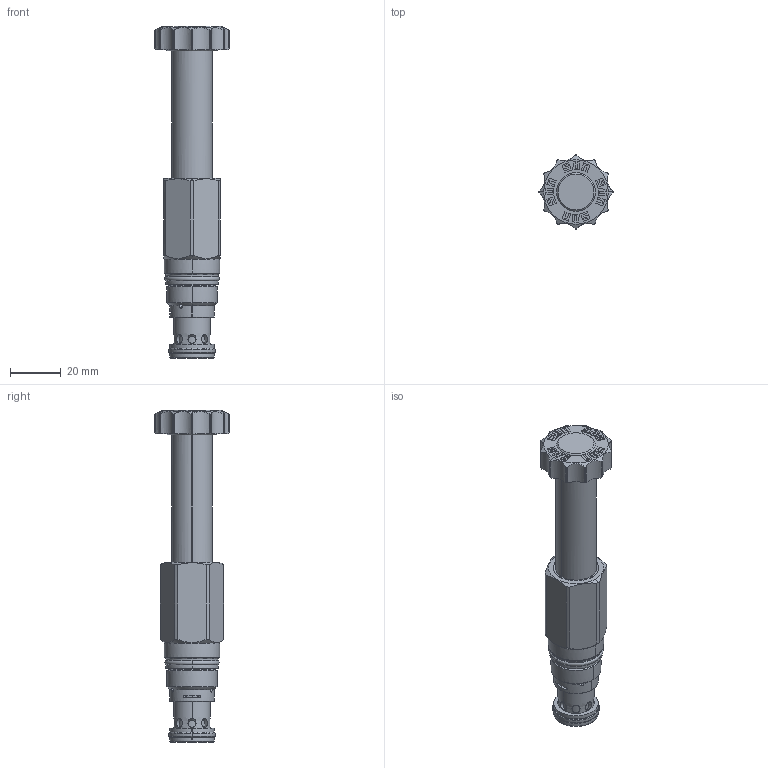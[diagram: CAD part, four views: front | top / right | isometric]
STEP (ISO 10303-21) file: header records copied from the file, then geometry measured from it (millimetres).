
FILE_DESCRIPTION((''),'2;1');
FILE_NAME('DFCIXCN_SW_PRT','2020-03-27T',('charlief'),(''),'PRO/ENGINEER BY PARAMETRIC TECHNOLOGY CORPORATION, 2016010','PRO/ENGINEER BY PARAMETRIC TECHNOLOGY CORPORATION, 2016010','');
FILE_SCHEMA(('CONFIG_CONTROL_DESIGN'));
Products named in the file (1): DFCIXCN_SW_PRT
Bounding box: 29.21 x 29.21 x 130.68 mm (x, y, z)
Surface area: 13974.4 mm2 (no closed solid volume)
Topology: 0 solids, 0 shells, 391 faces, 1992 edges, 1980 vertices
Faces by surface type: bspline 367, torus 24
Entity records: 78832 total; most frequent: CARTESIAN_POINT 61308, DIRECTION 2677, TRIMMED_CURVE 2344, VECTOR 2059, LINE 2059, DEFINITIONAL_REPRESENTATION 1972, PCURVE 1972, COMPOSITE_CURVE_SEGMENT 1972
